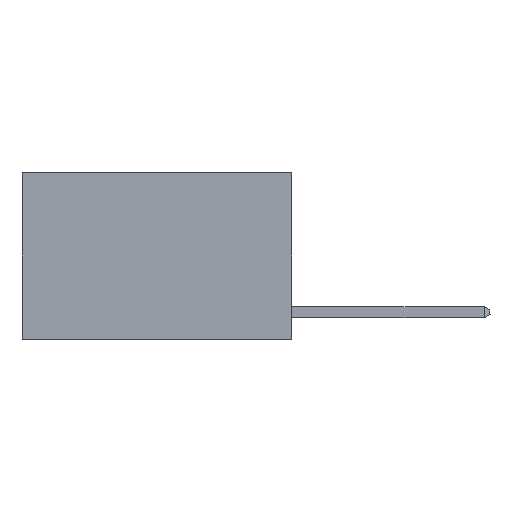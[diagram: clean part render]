
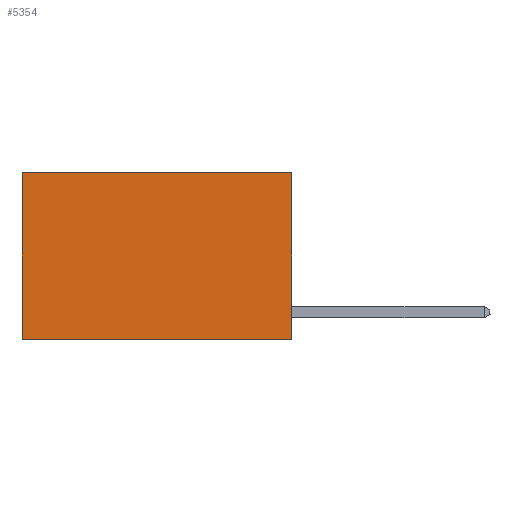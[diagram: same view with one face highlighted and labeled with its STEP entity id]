
A CAD part, left-side view. The second image highlights one B-rep face of the part: STEP entity #5354.
In plain terms, the highlighted planar face has unit normal (-1, 0, 0).
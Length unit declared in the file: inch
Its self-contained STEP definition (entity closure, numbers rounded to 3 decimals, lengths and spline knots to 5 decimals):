
#20 = DIRECTION ( 'NONE',  ( 0., 0., -1. ) ) ;
#314 = ORIENTED_EDGE ( 'NONE', *, *, #5984, .F. ) ;
#334 = DIRECTION ( 'NONE',  ( 1., 0., 0. ) ) ;
#776 = ORIENTED_EDGE ( 'NONE', *, *, #960, .T. ) ;
#960 = EDGE_CURVE ( 'NONE', #4448, #5421, #3194, .T. ) ;
#1083 = CARTESIAN_POINT ( 'NONE',  ( 0.2625, 0., 0. ) ) ;
#1142 = VECTOR ( 'NONE', #7134, 39.37008 ) ;
#2212 = CARTESIAN_POINT ( 'NONE',  ( 0.2625, 0., 0. ) ) ;
#2277 = VECTOR ( 'NONE', #20, 39.37008 ) ;
#2331 = DIRECTION ( 'NONE',  ( 0., 0., -1. ) ) ;
#2574 = EDGE_LOOP ( 'NONE', ( #776, #6057, #314, #6094 ) ) ;
#2780 = EDGE_CURVE ( 'NONE', #5307, #4448, #5201, .T. ) ;
#3194 = LINE ( 'NONE', #7633, #2277 ) ;
#4212 = DIRECTION ( 'NONE',  ( 0., 0., -1. ) ) ;
#4448 = VERTEX_POINT ( 'NONE', #5986 ) ;
#4537 = LINE ( 'NONE', #6424, #1142 ) ;
#4590 = CARTESIAN_POINT ( 'NONE',  ( 0.2625, 0., 0. ) ) ;
#4830 = LINE ( 'NONE', #2212, #7076 ) ;
#4994 = VECTOR ( 'NONE', #5281, 39.37008 ) ;
#5201 = LINE ( 'NONE', #4590, #4994 ) ;
#5281 = DIRECTION ( 'NONE',  ( 0., 1., 0. ) ) ;
#5307 = VERTEX_POINT ( 'NONE', #1083 ) ;
#5354 = ADVANCED_FACE ( 'NONE', ( #5521 ), #6840, .F. ) ;
#5421 = VERTEX_POINT ( 'NONE', #7615 ) ;
#5521 = FACE_OUTER_BOUND ( 'NONE', #2574, .T. ) ;
#5984 = EDGE_CURVE ( 'NONE', #5307, #7300, #4830, .T. ) ;
#5986 = CARTESIAN_POINT ( 'NONE',  ( 0.2625, 0.6, 0. ) ) ;
#6057 = ORIENTED_EDGE ( 'NONE', *, *, #8085, .F. ) ;
#6094 = ORIENTED_EDGE ( 'NONE', *, *, #2780, .T. ) ;
#6424 = CARTESIAN_POINT ( 'NONE',  ( 0.2625, 0., -0.37 ) ) ;
#6785 = AXIS2_PLACEMENT_3D ( 'NONE', #8116, #334, #2331 ) ;
#6840 = PLANE ( 'NONE',  #6785 ) ;
#7076 = VECTOR ( 'NONE', #4212, 39.37008 ) ;
#7134 = DIRECTION ( 'NONE',  ( 0., 1., 0. ) ) ;
#7300 = VERTEX_POINT ( 'NONE', #7394 ) ;
#7394 = CARTESIAN_POINT ( 'NONE',  ( 0.2625, 0., -0.37 ) ) ;
#7615 = CARTESIAN_POINT ( 'NONE',  ( 0.2625, 0.6, -0.37 ) ) ;
#7633 = CARTESIAN_POINT ( 'NONE',  ( 0.2625, 0.6, 0. ) ) ;
#8085 = EDGE_CURVE ( 'NONE', #7300, #5421, #4537, .T. ) ;
#8116 = CARTESIAN_POINT ( 'NONE',  ( 0.2625, 0., 0. ) ) ;
